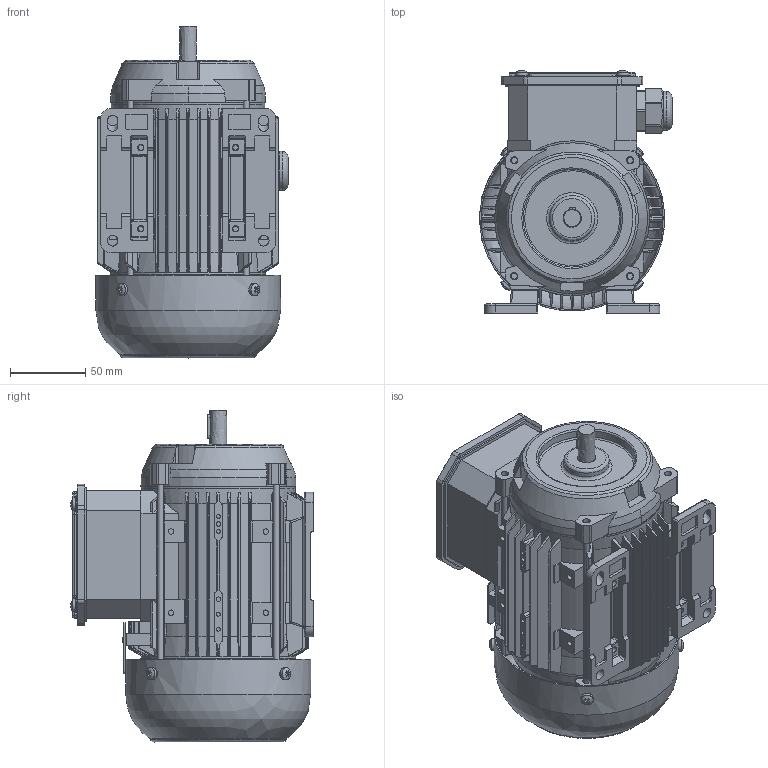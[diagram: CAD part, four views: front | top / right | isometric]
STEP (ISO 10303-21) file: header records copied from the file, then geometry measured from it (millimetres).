
FILE_DESCRIPTION((''),'2;1');
FILE_NAME('QS63ASB3_GMM.stp','2009-11-09T08:43:29',( 'User'),('SDRC'),'I-DEAS Master Series 9','UNIX','Yes');
FILE_SCHEMA(('AUTOMOTIVE_DESIGN { 1 0 10303 214 1 1 1 1 }'));
Length unit declared in the file: millimetre
Products named in the file (1): GMM_000000000286
Bounding box: 127.93 x 161.1 x 220.76 mm (x, y, z)
Volume: 6333.1 mm3; surface area: 383222.9 mm2
Topology: 4 solids, 33 shells, 2864 faces, 7907 edges, 5119 vertices
Faces by surface type: bspline 2864
Entity records: 97926 total; most frequent: CARTESIAN_POINT 53536, ORIENTED_EDGE 15619, EDGE_CURVE 7862, VERTEX_POINT 5092, B_SPLINE_CURVE_WITH_KNOTS 3557, EDGE_LOOP 3106, FACE_OUTER_BOUND 2864, ADVANCED_FACE 2864
